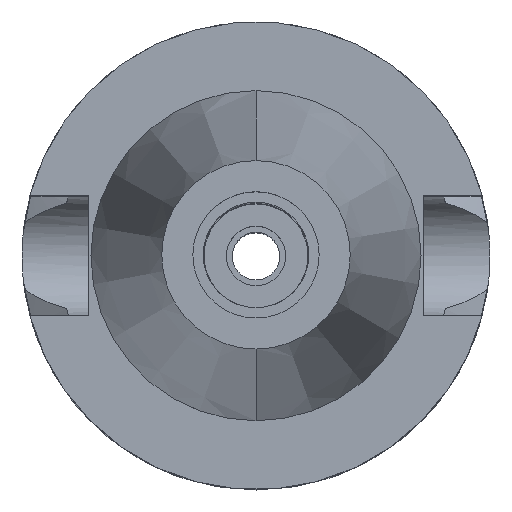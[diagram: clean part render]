
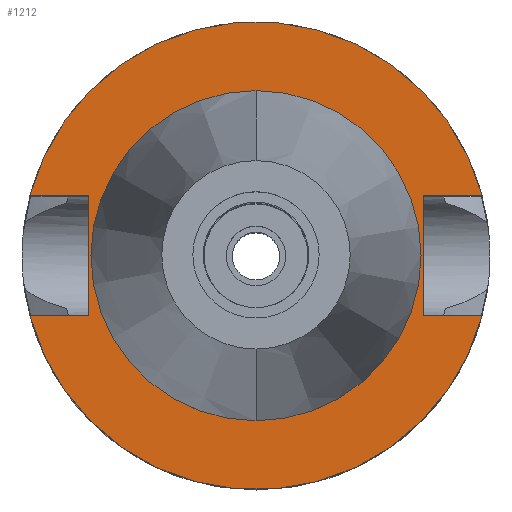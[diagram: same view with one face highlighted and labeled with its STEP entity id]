
A CAD part, top view. The second image highlights one B-rep face of the part: STEP entity #1212.
In plain terms, the highlighted planar face has unit normal (0, 0, 1).
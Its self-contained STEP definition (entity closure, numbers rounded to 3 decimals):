
#9 = ORIENTED_EDGE ( 'NONE', *, *, #1992, .T. ) ;
#15 = AXIS2_PLACEMENT_3D ( 'NONE', #2525, #1322, #870 ) ;
#66 = VECTOR ( 'NONE', #1983, 1000. ) ;
#113 = LINE ( 'NONE', #869, #2954 ) ;
#119 = CIRCLE ( 'NONE', #419, 22.225 ) ;
#121 = CIRCLE ( 'NONE', #1147, 31.5 ) ;
#138 = LINE ( 'NONE', #1841, #2249 ) ;
#166 = LINE ( 'NONE', #629, #1802 ) ;
#173 = AXIS2_PLACEMENT_3D ( 'NONE', #403, #1827, #2781 ) ;
#178 = CARTESIAN_POINT ( 'NONE',  ( 0., 0., -1. ) ) ;
#202 = VERTEX_POINT ( 'NONE', #943 ) ;
#204 = FACE_BOUND ( 'NONE', #2389, .T. ) ;
#219 = AXIS2_PLACEMENT_3D ( 'NONE', #1181, #2149, #705 ) ;
#259 = ORIENTED_EDGE ( 'NONE', *, *, #492, .F. ) ;
#306 = EDGE_CURVE ( 'NONE', #1075, #2628, #2392, .T. ) ;
#338 = ORIENTED_EDGE ( 'NONE', *, *, #2583, .T. ) ;
#357 = CARTESIAN_POINT ( 'NONE',  ( -30.454, -8.05, -1. ) ) ;
#403 = CARTESIAN_POINT ( 'NONE',  ( 0., 0., -1. ) ) ;
#419 = AXIS2_PLACEMENT_3D ( 'NONE', #178, #733, #2667 ) ;
#492 = EDGE_CURVE ( 'NONE', #2543, #202, #1751, .T. ) ;
#603 = CARTESIAN_POINT ( 'NONE',  ( 22.5, 8.05, -1. ) ) ;
#629 = CARTESIAN_POINT ( 'NONE',  ( -30.454, 8.05, -1. ) ) ;
#705 = DIRECTION ( 'NONE',  ( 0., -1., 0. ) ) ;
#718 = CARTESIAN_POINT ( 'NONE',  ( -22.5, -8.05, -1. ) ) ;
#733 = DIRECTION ( 'NONE',  ( 0., 0., 1. ) ) ;
#748 = ORIENTED_EDGE ( 'NONE', *, *, #306, .F. ) ;
#756 = DIRECTION ( 'NONE',  ( 1., 0., 0. ) ) ;
#798 = ORIENTED_EDGE ( 'NONE', *, *, #1736, .F. ) ;
#858 = CARTESIAN_POINT ( 'NONE',  ( 0., 22.225, -1. ) ) ;
#869 = CARTESIAN_POINT ( 'NONE',  ( 22.5, -8.05, -1. ) ) ;
#870 = DIRECTION ( 'NONE',  ( 0., -1., 0. ) ) ;
#923 = FACE_OUTER_BOUND ( 'NONE', #3056, .T. ) ;
#943 = CARTESIAN_POINT ( 'NONE',  ( -22.5, 8.05, -1. ) ) ;
#995 = VECTOR ( 'NONE', #756, 1000. ) ;
#1036 = CARTESIAN_POINT ( 'NONE',  ( 0., 0., -1. ) ) ;
#1075 = VERTEX_POINT ( 'NONE', #603 ) ;
#1129 = ORIENTED_EDGE ( 'NONE', *, *, #2070, .F. ) ;
#1135 = EDGE_CURVE ( 'NONE', #1991, #2276, #119, .T. ) ;
#1147 = AXIS2_PLACEMENT_3D ( 'NONE', #1036, #2011, #1504 ) ;
#1181 = CARTESIAN_POINT ( 'NONE',  ( 0., 0., -1. ) ) ;
#1203 = CARTESIAN_POINT ( 'NONE',  ( 30.454, -8.05, -1. ) ) ;
#1212 = ADVANCED_FACE ( 'NONE', ( #923, #204 ), #3093, .F. ) ;
#1227 = LINE ( 'NONE', #1925, #995 ) ;
#1242 = CARTESIAN_POINT ( 'NONE',  ( 22.5, 8.05, -1. ) ) ;
#1255 = ORIENTED_EDGE ( 'NONE', *, *, #1911, .F. ) ;
#1314 = CARTESIAN_POINT ( 'NONE',  ( 22.5, -8.05, -1. ) ) ;
#1322 = DIRECTION ( 'NONE',  ( 0., 0., -1. ) ) ;
#1339 = CIRCLE ( 'NONE', #173, 22.225 ) ;
#1446 = EDGE_CURVE ( 'NONE', #2513, #2766, #2801, .T. ) ;
#1468 = DIRECTION ( 'NONE',  ( 0., -1., 0. ) ) ;
#1490 = VERTEX_POINT ( 'NONE', #3003 ) ;
#1504 = DIRECTION ( 'NONE',  ( 0., 1., 0. ) ) ;
#1630 = DIRECTION ( 'NONE',  ( 1., 0., 0. ) ) ;
#1736 = EDGE_CURVE ( 'NONE', #1490, #2963, #121, .T. ) ;
#1751 = LINE ( 'NONE', #2712, #66 ) ;
#1802 = VECTOR ( 'NONE', #2539, 1000. ) ;
#1827 = DIRECTION ( 'NONE',  ( 0., 0., 1. ) ) ;
#1841 = CARTESIAN_POINT ( 'NONE',  ( -30.454, -8.05, -1. ) ) ;
#1908 = VECTOR ( 'NONE', #1468, 1000. ) ;
#1911 = EDGE_CURVE ( 'NONE', #2276, #1991, #1339, .T. ) ;
#1925 = CARTESIAN_POINT ( 'NONE',  ( 22.5, 8.05, -1. ) ) ;
#1983 = DIRECTION ( 'NONE',  ( 0., 1., 0. ) ) ;
#1991 = VERTEX_POINT ( 'NONE', #858 ) ;
#1992 = EDGE_CURVE ( 'NONE', #1490, #202, #166, .T. ) ;
#2011 = DIRECTION ( 'NONE',  ( 0., 0., -1. ) ) ;
#2070 = EDGE_CURVE ( 'NONE', #2766, #2543, #138, .T. ) ;
#2149 = DIRECTION ( 'NONE',  ( 0., 0., -1. ) ) ;
#2249 = VECTOR ( 'NONE', #2813, 1000. ) ;
#2276 = VERTEX_POINT ( 'NONE', #2337 ) ;
#2337 = CARTESIAN_POINT ( 'NONE',  ( 0., -22.225, -1. ) ) ;
#2375 = EDGE_CURVE ( 'NONE', #2628, #2513, #113, .T. ) ;
#2389 = EDGE_LOOP ( 'NONE', ( #2718, #1255 ) ) ;
#2392 = LINE ( 'NONE', #1242, #1908 ) ;
#2513 = VERTEX_POINT ( 'NONE', #1203 ) ;
#2525 = CARTESIAN_POINT ( 'NONE',  ( 0., 0., -1. ) ) ;
#2539 = DIRECTION ( 'NONE',  ( 1., 0., 0. ) ) ;
#2543 = VERTEX_POINT ( 'NONE', #718 ) ;
#2583 = EDGE_CURVE ( 'NONE', #1075, #2963, #1227, .T. ) ;
#2628 = VERTEX_POINT ( 'NONE', #1314 ) ;
#2667 = DIRECTION ( 'NONE',  ( 0., 1., 0. ) ) ;
#2712 = CARTESIAN_POINT ( 'NONE',  ( -22.5, -8.05, -1. ) ) ;
#2718 = ORIENTED_EDGE ( 'NONE', *, *, #1135, .F. ) ;
#2766 = VERTEX_POINT ( 'NONE', #357 ) ;
#2781 = DIRECTION ( 'NONE',  ( 0., -1., 0. ) ) ;
#2801 = CIRCLE ( 'NONE', #15, 31.5 ) ;
#2813 = DIRECTION ( 'NONE',  ( 1., 0., 0. ) ) ;
#2927 = CARTESIAN_POINT ( 'NONE',  ( 30.454, 8.05, -1. ) ) ;
#2949 = ORIENTED_EDGE ( 'NONE', *, *, #2375, .F. ) ;
#2954 = VECTOR ( 'NONE', #1630, 1000. ) ;
#2963 = VERTEX_POINT ( 'NONE', #2927 ) ;
#3003 = CARTESIAN_POINT ( 'NONE',  ( -30.454, 8.05, -1. ) ) ;
#3056 = EDGE_LOOP ( 'NONE', ( #1129, #3062, #2949, #748, #338, #798, #9, #259 ) ) ;
#3062 = ORIENTED_EDGE ( 'NONE', *, *, #1446, .F. ) ;
#3093 = PLANE ( 'NONE',  #219 ) ;
